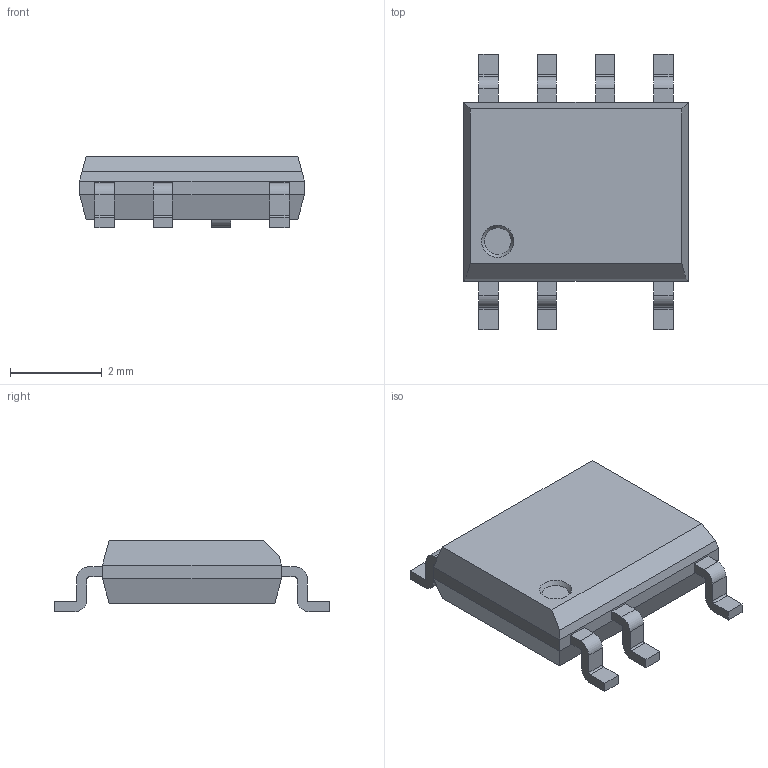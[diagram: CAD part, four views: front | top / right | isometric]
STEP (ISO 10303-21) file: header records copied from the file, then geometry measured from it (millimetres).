
FILE_DESCRIPTION(/* description */ (''),/* implementation_level */ '2;1');
FILE_NAME(/* name */ 'so7.step',/* time_stamp */ '2019-01-26T12:04:22+05:00',/* author */ (''),/* organization */ (''),/* preprocessor_version */ 'ST-DEVELOPER v17.2',/* originating_system */ 'Autodesk Translation Framework v7.6.0.251',/* authorisation */ '');
FILE_SCHEMA (('AUTOMOTIVE_DESIGN { 1 0 10303 214 3 1 1 }'));
Length unit declared in the file: millimetre
Products named in the file (1): SOIC
Bounding box: 4.9 x 6 x 1.55 mm (x, y, z)
Volume: 25.7 mm3; surface area: 72 mm2
Topology: 1 solids, 1 shells, 108 faces, 288 edges, 190 vertices
Faces by surface type: plane 79, cylinder 28, cone 1
Entity records: 3506 total; most frequent: CARTESIAN_POINT 587, ORIENTED_EDGE 576, DIRECTION 566, EDGE_CURVE 288, LINE 228, VECTOR 228, VERTEX_POINT 190, AXIS2_PLACEMENT_3D 169
